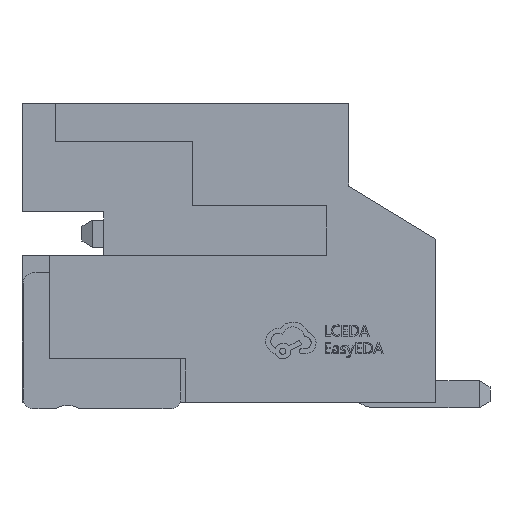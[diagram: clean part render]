
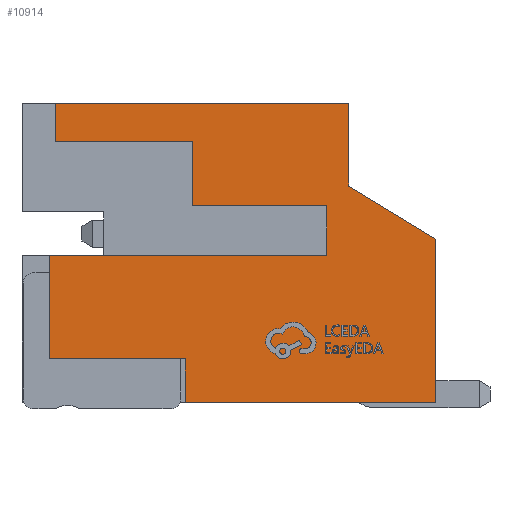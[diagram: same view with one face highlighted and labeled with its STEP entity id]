
A CAD part, left-side view. The second image highlights one B-rep face of the part: STEP entity #10914.
In plain terms, the highlighted planar face has unit normal (-1, 0, 0).
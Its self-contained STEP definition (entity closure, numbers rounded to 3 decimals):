
#201 = EDGE_CURVE ( 'NONE', #10596, #20951, #4231, .T. ) ;
#372 = ORIENTED_EDGE ( 'NONE', *, *, #1247, .F. ) ;
#490 = LINE ( 'NONE', #14526, #14013 ) ;
#534 = CARTESIAN_POINT ( 'NONE',  ( -4., 3.69, 4.8 ) ) ;
#661 = VECTOR ( 'NONE', #9841, 1000. ) ;
#748 = ORIENTED_EDGE ( 'NONE', *, *, #20094, .F. ) ;
#1247 = EDGE_CURVE ( 'NONE', #22110, #15069, #6423, .T. ) ;
#1385 = ORIENTED_EDGE ( 'NONE', *, *, #2437, .F. ) ;
#1432 = LINE ( 'NONE', #20787, #18097 ) ;
#1648 = CARTESIAN_POINT ( 'NONE',  ( -4., -1.7, 5.5 ) ) ;
#1859 = CARTESIAN_POINT ( 'NONE',  ( -4., -3.3, 5.5 ) ) ;
#1870 = VERTEX_POINT ( 'NONE', #21031 ) ;
#1926 = ORIENTED_EDGE ( 'NONE', *, *, #6942, .F. ) ;
#2349 = EDGE_CURVE ( 'NONE', #4947, #1870, #22575, .T. ) ;
#2437 = EDGE_CURVE ( 'NONE', #22612, #6070, #11422, .T. ) ;
#2445 = CARTESIAN_POINT ( 'NONE',  ( -4., 3.69, 4.8 ) ) ;
#2468 = VECTOR ( 'NONE', #6295, 1000. ) ;
#3891 = CARTESIAN_POINT ( 'NONE',  ( -4., 3.8, 0.8 ) ) ;
#4231 = LINE ( 'NONE', #16795, #2468 ) ;
#4497 = EDGE_CURVE ( 'NONE', #9006, #5248, #19271, .T. ) ;
#4947 = VERTEX_POINT ( 'NONE', #18839 ) ;
#4987 = VECTOR ( 'NONE', #15139, 1000. ) ;
#5127 = CARTESIAN_POINT ( 'NONE',  ( -4., 4.3, 0. ) ) ;
#5248 = VERTEX_POINT ( 'NONE', #13392 ) ;
#5265 = DIRECTION ( 'NONE',  ( 0., 0., 1. ) ) ;
#5764 = VERTEX_POINT ( 'NONE', #19350 ) ;
#5857 = DIRECTION ( 'NONE',  ( 0., 1., 0. ) ) ;
#6070 = VERTEX_POINT ( 'NONE', #19382 ) ;
#6075 = ORIENTED_EDGE ( 'NONE', *, *, #15441, .F. ) ;
#6187 = CARTESIAN_POINT ( 'NONE',  ( -4., 4.3, 4.8 ) ) ;
#6295 = DIRECTION ( 'NONE',  ( 0., -1., 0. ) ) ;
#6423 = LINE ( 'NONE', #6187, #18054 ) ;
#6424 = DIRECTION ( 'NONE',  ( 0., 1., 0. ) ) ;
#6430 = DIRECTION ( 'NONE',  ( 0., 0., -1. ) ) ;
#6634 = CARTESIAN_POINT ( 'NONE',  ( -4., 1.168, 3.615 ) ) ;
#6942 = EDGE_CURVE ( 'NONE', #11211, #9006, #490, .T. ) ;
#7106 = VECTOR ( 'NONE', #5265, 1000. ) ;
#7639 = EDGE_CURVE ( 'NONE', #5764, #5248, #1432, .T. ) ;
#7719 = CARTESIAN_POINT ( 'NONE',  ( -4., 4.3, 5.5 ) ) ;
#7795 = DIRECTION ( 'NONE',  ( 0., 0., 1. ) ) ;
#8216 = EDGE_CURVE ( 'NONE', #8515, #20990, #9453, .T. ) ;
#8344 = ORIENTED_EDGE ( 'NONE', *, *, #8216, .F. ) ;
#8515 = VERTEX_POINT ( 'NONE', #18477 ) ;
#8742 = DIRECTION ( 'NONE',  ( 0., 0., -1. ) ) ;
#9006 = VERTEX_POINT ( 'NONE', #3891 ) ;
#9257 = CARTESIAN_POINT ( 'NONE',  ( -4., 1.3, 0. ) ) ;
#9449 = ORIENTED_EDGE ( 'NONE', *, *, #17354, .F. ) ;
#9453 = LINE ( 'NONE', #7719, #4987 ) ;
#9752 = CARTESIAN_POINT ( 'NONE',  ( -4., -1.296, 3.615 ) ) ;
#9841 = DIRECTION ( 'NONE',  ( 0., -0.854, -0.521 ) ) ;
#10373 = EDGE_CURVE ( 'NONE', #22110, #10596, #11727, .T. ) ;
#10406 = VECTOR ( 'NONE', #7795, 1000. ) ;
#10596 = VERTEX_POINT ( 'NONE', #6634 ) ;
#10729 = ORIENTED_EDGE ( 'NONE', *, *, #2349, .T. ) ;
#10914 = ADVANCED_FACE ( 'NONE', ( #16009 ), #22654, .F. ) ;
#11211 = VERTEX_POINT ( 'NONE', #16541 ) ;
#11225 = VECTOR ( 'NONE', #16298, 1000. ) ;
#11422 = LINE ( 'NONE', #16838, #661 ) ;
#11727 = LINE ( 'NONE', #22157, #12522 ) ;
#12035 = CARTESIAN_POINT ( 'NONE',  ( -4., 3.8, 0.8 ) ) ;
#12123 = DIRECTION ( 'NONE',  ( 0., -1., 0. ) ) ;
#12177 = ORIENTED_EDGE ( 'NONE', *, *, #10373, .T. ) ;
#12400 = EDGE_CURVE ( 'NONE', #4947, #11211, #17998, .T. ) ;
#12413 = ORIENTED_EDGE ( 'NONE', *, *, #7639, .T. ) ;
#12522 = VECTOR ( 'NONE', #6430, 1000. ) ;
#13183 = ORIENTED_EDGE ( 'NONE', *, *, #22561, .F. ) ;
#13392 = CARTESIAN_POINT ( 'NONE',  ( -4., 3.8, 2.7 ) ) ;
#14012 = AXIS2_PLACEMENT_3D ( 'NONE', #21944, #14472, #5857 ) ;
#14013 = VECTOR ( 'NONE', #19701, 1000. ) ;
#14472 = DIRECTION ( 'NONE',  ( 1., 0., 0. ) ) ;
#14485 = VECTOR ( 'NONE', #16149, 1000. ) ;
#14526 = CARTESIAN_POINT ( 'NONE',  ( -4., 3.8, 0.8 ) ) ;
#15069 = VERTEX_POINT ( 'NONE', #534 ) ;
#15139 = DIRECTION ( 'NONE',  ( 0., -1., 0. ) ) ;
#15441 = EDGE_CURVE ( 'NONE', #6070, #1870, #15964, .T. ) ;
#15590 = LINE ( 'NONE', #17234, #17770 ) ;
#15964 = LINE ( 'NONE', #1859, #11225 ) ;
#16009 = FACE_OUTER_BOUND ( 'NONE', #20238, .T. ) ;
#16149 = DIRECTION ( 'NONE',  ( 0., 0., 1. ) ) ;
#16298 = DIRECTION ( 'NONE',  ( 0., 0., -1. ) ) ;
#16541 = CARTESIAN_POINT ( 'NONE',  ( -4., 1.3, 0.8 ) ) ;
#16795 = CARTESIAN_POINT ( 'NONE',  ( -4., 1.168, 3.615 ) ) ;
#16838 = CARTESIAN_POINT ( 'NONE',  ( -4., -1.7, 3.976 ) ) ;
#16933 = CARTESIAN_POINT ( 'NONE',  ( -4., 1.168, 4.8 ) ) ;
#17081 = ORIENTED_EDGE ( 'NONE', *, *, #4497, .F. ) ;
#17100 = CARTESIAN_POINT ( 'NONE',  ( -4., -1.7, 5.5 ) ) ;
#17234 = CARTESIAN_POINT ( 'NONE',  ( -4., -1.296, 2.7 ) ) ;
#17354 = EDGE_CURVE ( 'NONE', #15069, #8515, #20160, .T. ) ;
#17474 = LINE ( 'NONE', #1648, #22270 ) ;
#17581 = DIRECTION ( 'NONE',  ( 0., 1., 0. ) ) ;
#17770 = VECTOR ( 'NONE', #22704, 1000. ) ;
#17998 = LINE ( 'NONE', #9257, #14485 ) ;
#18054 = VECTOR ( 'NONE', #17581, 1000. ) ;
#18097 = VECTOR ( 'NONE', #6424, 1000. ) ;
#18127 = ORIENTED_EDGE ( 'NONE', *, *, #12400, .F. ) ;
#18141 = CARTESIAN_POINT ( 'NONE',  ( -4., -1.7, 3.976 ) ) ;
#18477 = CARTESIAN_POINT ( 'NONE',  ( -4., 3.69, 5.5 ) ) ;
#18839 = CARTESIAN_POINT ( 'NONE',  ( -4., 1.3, 0. ) ) ;
#19271 = LINE ( 'NONE', #12035, #7106 ) ;
#19350 = CARTESIAN_POINT ( 'NONE',  ( -4., -1.296, 2.7 ) ) ;
#19382 = CARTESIAN_POINT ( 'NONE',  ( -4., -3.3, 3. ) ) ;
#19701 = DIRECTION ( 'NONE',  ( 0., 1., 0. ) ) ;
#19971 = ORIENTED_EDGE ( 'NONE', *, *, #201, .T. ) ;
#20094 = EDGE_CURVE ( 'NONE', #5764, #20951, #15590, .T. ) ;
#20160 = LINE ( 'NONE', #2445, #10406 ) ;
#20238 = EDGE_LOOP ( 'NONE', ( #372, #12177, #19971, #748, #12413, #17081, #1926, #18127, #10729, #6075, #1385, #13183, #8344, #9449 ) ) ;
#20787 = CARTESIAN_POINT ( 'NONE',  ( -4., 4.3, 2.7 ) ) ;
#20951 = VERTEX_POINT ( 'NONE', #9752 ) ;
#20990 = VERTEX_POINT ( 'NONE', #17100 ) ;
#21031 = CARTESIAN_POINT ( 'NONE',  ( -4., -3.3, 0. ) ) ;
#21944 = CARTESIAN_POINT ( 'NONE',  ( -4., 4.3, 5.5 ) ) ;
#21987 = VECTOR ( 'NONE', #12123, 1000. ) ;
#22110 = VERTEX_POINT ( 'NONE', #16933 ) ;
#22157 = CARTESIAN_POINT ( 'NONE',  ( -4., 1.168, 4.8 ) ) ;
#22270 = VECTOR ( 'NONE', #8742, 1000. ) ;
#22561 = EDGE_CURVE ( 'NONE', #20990, #22612, #17474, .T. ) ;
#22575 = LINE ( 'NONE', #5127, #21987 ) ;
#22612 = VERTEX_POINT ( 'NONE', #18141 ) ;
#22654 = PLANE ( 'NONE',  #14012 ) ;
#22704 = DIRECTION ( 'NONE',  ( 0., 0., 1. ) ) ;
